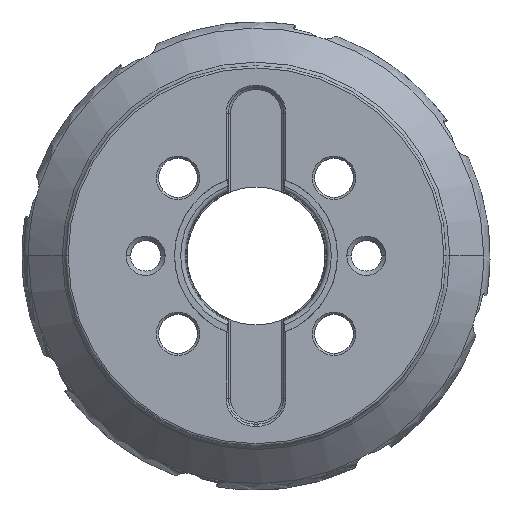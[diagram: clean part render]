
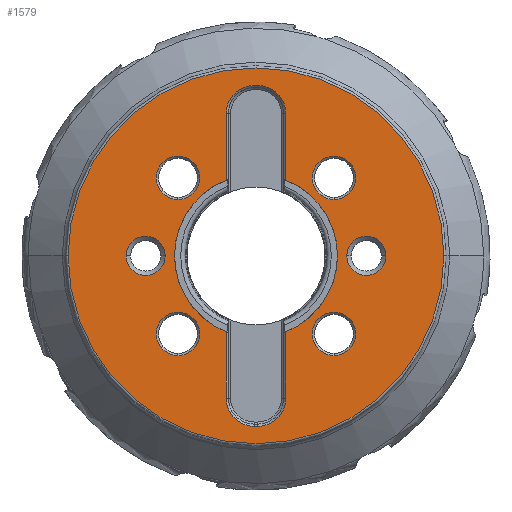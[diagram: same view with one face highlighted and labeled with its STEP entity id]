
A CAD part, top view. The second image highlights one B-rep face of the part: STEP entity #1579.
In plain terms, the highlighted planar face has unit normal (0, 0, 1).
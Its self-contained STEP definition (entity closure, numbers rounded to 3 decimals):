
#287=FACE_BOUND('',#4139,.T.);
#288=FACE_BOUND('',#4140,.T.);
#289=FACE_BOUND('',#4141,.T.);
#290=FACE_BOUND('',#4142,.T.);
#291=FACE_BOUND('',#4143,.T.);
#292=FACE_BOUND('',#4144,.T.);
#293=FACE_BOUND('',#4145,.T.);
#294=FACE_BOUND('',#4146,.T.);
#1055=PLANE('',#21345);
#1579=ADVANCED_FACE('',(#287,#288,#289,#290,#291,#292,#293,#294),#1055,
 .T.);
#4139=EDGE_LOOP('',(#8962,#8963));
#4140=EDGE_LOOP('',(#8964,#8965));
#4141=EDGE_LOOP('',(#8966,#8967));
#4142=EDGE_LOOP('',(#8968,#8969));
#4143=EDGE_LOOP('',(#8970,#8971));
#4144=EDGE_LOOP('',(#8972,#8973));
#4145=EDGE_LOOP('',(#8974,#8975));
#4146=EDGE_LOOP('',(#8976,#8977,#8978,#8979,#8980,#8981,#8982,#8983,#8984,
#8985,#8986,#8987));
#5357=LINE('',#35430,#6276);
#5358=LINE('',#35460,#6277);
#5359=LINE('',#35466,#6278);
#5360=LINE('',#35470,#6279);
#5361=LINE('',#35474,#6280);
#5362=LINE('',#35478,#6281);
#6276=VECTOR('',#23794,1.);
#6277=VECTOR('',#23825,1.);
#6278=VECTOR('',#23830,1.);
#6279=VECTOR('',#23833,1.);
#6280=VECTOR('',#23836,1.);
#6281=VECTOR('',#23839,1.);
#7301=CIRCLE('',#21325,86.5);
#7302=CIRCLE('',#21326,86.5);
#7303=CIRCLE('',#21327,10.);
#7304=CIRCLE('',#21328,10.);
#7305=CIRCLE('',#21329,10.);
#7306=CIRCLE('',#21330,10.);
#7307=CIRCLE('',#21331,10.);
#7308=CIRCLE('',#21332,10.);
#7309=CIRCLE('',#21333,10.);
#7310=CIRCLE('',#21334,10.);
#7311=CIRCLE('',#21335,9.);
#7312=CIRCLE('',#21336,9.);
#7313=CIRCLE('',#21337,9.);
#7314=CIRCLE('',#21338,9.);
#7315=CIRCLE('',#21339,13.);
#7316=CIRCLE('',#21340,13.);
#7317=CIRCLE('',#21341,37.5);
#7318=CIRCLE('',#21342,13.);
#7319=CIRCLE('',#21343,13.);
#7320=CIRCLE('',#21344,37.5);
#8962=ORIENTED_EDGE('',*,*,#16916,.T.);
#8963=ORIENTED_EDGE('',*,*,#16917,.T.);
#8964=ORIENTED_EDGE('',*,*,#16918,.F.);
#8965=ORIENTED_EDGE('',*,*,#16919,.F.);
#8966=ORIENTED_EDGE('',*,*,#16920,.F.);
#8967=ORIENTED_EDGE('',*,*,#16921,.F.);
#8968=ORIENTED_EDGE('',*,*,#16922,.F.);
#8969=ORIENTED_EDGE('',*,*,#16923,.F.);
#8970=ORIENTED_EDGE('',*,*,#16924,.F.);
#8971=ORIENTED_EDGE('',*,*,#16925,.F.);
#8972=ORIENTED_EDGE('',*,*,#16926,.F.);
#8973=ORIENTED_EDGE('',*,*,#16927,.F.);
#8974=ORIENTED_EDGE('',*,*,#16928,.F.);
#8975=ORIENTED_EDGE('',*,*,#16929,.F.);
#8976=ORIENTED_EDGE('',*,*,#16930,.T.);
#8977=ORIENTED_EDGE('',*,*,#16931,.F.);
#8978=ORIENTED_EDGE('',*,*,#16915,.T.);
#8979=ORIENTED_EDGE('',*,*,#16932,.F.);
#8980=ORIENTED_EDGE('',*,*,#16933,.T.);
#8981=ORIENTED_EDGE('',*,*,#16934,.F.);
#8982=ORIENTED_EDGE('',*,*,#16935,.T.);
#8983=ORIENTED_EDGE('',*,*,#16936,.F.);
#8984=ORIENTED_EDGE('',*,*,#16937,.T.);
#8985=ORIENTED_EDGE('',*,*,#16938,.F.);
#8986=ORIENTED_EDGE('',*,*,#16939,.T.);
#8987=ORIENTED_EDGE('',*,*,#16940,.F.);
#14837=VERTEX_POINT('',#35427);
#14838=VERTEX_POINT('',#35429);
#14839=VERTEX_POINT('',#35433);
#14840=VERTEX_POINT('',#35434);
#14841=VERTEX_POINT('',#35437);
#14842=VERTEX_POINT('',#35438);
#14843=VERTEX_POINT('',#35441);
#14844=VERTEX_POINT('',#35442);
#14845=VERTEX_POINT('',#35445);
#14846=VERTEX_POINT('',#35446);
#14847=VERTEX_POINT('',#35449);
#14848=VERTEX_POINT('',#35450);
#14849=VERTEX_POINT('',#35453);
#14850=VERTEX_POINT('',#35454);
#14851=VERTEX_POINT('',#35457);
#14852=VERTEX_POINT('',#35458);
#14853=VERTEX_POINT('',#35461);
#14854=VERTEX_POINT('',#35462);
#14855=VERTEX_POINT('',#35465);
#14856=VERTEX_POINT('',#35467);
#14857=VERTEX_POINT('',#35469);
#14858=VERTEX_POINT('',#35471);
#14859=VERTEX_POINT('',#35473);
#14860=VERTEX_POINT('',#35475);
#14861=VERTEX_POINT('',#35477);
#14862=VERTEX_POINT('',#35479);
#16915=EDGE_CURVE('',#14837,#14838,#5357,.T.);
#16916=EDGE_CURVE('',#14839,#14840,#7301,.T.);
#16917=EDGE_CURVE('',#14840,#14839,#7302,.T.);
#16918=EDGE_CURVE('',#14841,#14842,#7303,.T.);
#16919=EDGE_CURVE('',#14842,#14841,#7304,.T.);
#16920=EDGE_CURVE('',#14843,#14844,#7305,.T.);
#16921=EDGE_CURVE('',#14844,#14843,#7306,.T.);
#16922=EDGE_CURVE('',#14845,#14846,#7307,.T.);
#16923=EDGE_CURVE('',#14846,#14845,#7308,.T.);
#16924=EDGE_CURVE('',#14847,#14848,#7309,.T.);
#16925=EDGE_CURVE('',#14848,#14847,#7310,.T.);
#16926=EDGE_CURVE('',#14849,#14850,#7311,.T.);
#16927=EDGE_CURVE('',#14850,#14849,#7312,.T.);
#16928=EDGE_CURVE('',#14851,#14852,#7313,.T.);
#16929=EDGE_CURVE('',#14852,#14851,#7314,.T.);
#16930=EDGE_CURVE('',#14853,#14854,#5358,.T.);
#16931=EDGE_CURVE('',#14837,#14854,#7315,.T.);
#16932=EDGE_CURVE('',#14855,#14838,#7316,.T.);
#16933=EDGE_CURVE('',#14855,#14856,#5359,.T.);
#16934=EDGE_CURVE('',#14857,#14856,#7317,.T.);
#16935=EDGE_CURVE('',#14857,#14858,#5360,.T.);
#16936=EDGE_CURVE('',#14859,#14858,#7318,.T.);
#16937=EDGE_CURVE('',#14859,#14860,#5361,.T.);
#16938=EDGE_CURVE('',#14861,#14860,#7319,.T.);
#16939=EDGE_CURVE('',#14861,#14862,#5362,.T.);
#16940=EDGE_CURVE('',#14853,#14862,#7320,.T.);
#21325=AXIS2_PLACEMENT_3D('',#35432,#23797,#23798);
#21326=AXIS2_PLACEMENT_3D('',#35435,#23799,#23800);
#21327=AXIS2_PLACEMENT_3D('',#35436,#23801,#23802);
#21328=AXIS2_PLACEMENT_3D('',#35439,#23803,#23804);
#21329=AXIS2_PLACEMENT_3D('',#35440,#23805,#23806);
#21330=AXIS2_PLACEMENT_3D('',#35443,#23807,#23808);
#21331=AXIS2_PLACEMENT_3D('',#35444,#23809,#23810);
#21332=AXIS2_PLACEMENT_3D('',#35447,#23811,#23812);
#21333=AXIS2_PLACEMENT_3D('',#35448,#23813,#23814);
#21334=AXIS2_PLACEMENT_3D('',#35451,#23815,#23816);
#21335=AXIS2_PLACEMENT_3D('',#35452,#23817,#23818);
#21336=AXIS2_PLACEMENT_3D('',#35455,#23819,#23820);
#21337=AXIS2_PLACEMENT_3D('',#35456,#23821,#23822);
#21338=AXIS2_PLACEMENT_3D('',#35459,#23823,#23824);
#21339=AXIS2_PLACEMENT_3D('',#35463,#23826,#23827);
#21340=AXIS2_PLACEMENT_3D('',#35464,#23828,#23829);
#21341=AXIS2_PLACEMENT_3D('',#35468,#23831,#23832);
#21342=AXIS2_PLACEMENT_3D('',#35472,#23834,#23835);
#21343=AXIS2_PLACEMENT_3D('',#35476,#23837,#23838);
#21344=AXIS2_PLACEMENT_3D('',#35480,#23840,#23841);
#21345=AXIS2_PLACEMENT_3D('',#35481,#23842,#23843);
#23794=DIRECTION('',(1.,0.,0.));
#23797=DIRECTION('',(0.,0.,1.));
#23798=DIRECTION('',(-1.,0.,0.));
#23799=DIRECTION('',(0.,0.,1.));
#23800=DIRECTION('',(1.,0.,0.));
#23801=DIRECTION('',(0.,0.,1.));
#23802=DIRECTION('',(0.,-1.,0.));
#23803=DIRECTION('',(0.,0.,1.));
#23804=DIRECTION('',(0.,1.,0.));
#23805=DIRECTION('',(0.,0.,1.));
#23806=DIRECTION('',(0.,1.,0.));
#23807=DIRECTION('',(0.,0.,1.));
#23808=DIRECTION('',(0.,-1.,0.));
#23809=DIRECTION('',(0.,0.,1.));
#23810=DIRECTION('',(0.,1.,0.));
#23811=DIRECTION('',(0.,0.,1.));
#23812=DIRECTION('',(0.,-1.,0.));
#23813=DIRECTION('',(0.,0.,1.));
#23814=DIRECTION('',(0.,-1.,0.));
#23815=DIRECTION('',(0.,0.,1.));
#23816=DIRECTION('',(0.,1.,0.));
#23817=DIRECTION('',(0.,0.,1.));
#23818=DIRECTION('',(-1.,0.,0.));
#23819=DIRECTION('',(0.,0.,1.));
#23820=DIRECTION('',(1.,0.,0.));
#23821=DIRECTION('',(0.,0.,1.));
#23822=DIRECTION('',(-1.,0.,0.));
#23823=DIRECTION('',(0.,0.,1.));
#23824=DIRECTION('',(1.,0.,0.));
#23825=DIRECTION('',(0.,1.,0.));
#23826=DIRECTION('',(0.,0.,1.));
#23827=DIRECTION('',(0.,1.,0.));
#23828=DIRECTION('',(0.,0.,1.));
#23829=DIRECTION('',(1.,0.,0.));
#23830=DIRECTION('',(0.,-1.,0.));
#23831=DIRECTION('',(0.,0.,1.));
#23832=DIRECTION('',(0.365,-0.931,0.));
#23833=DIRECTION('',(0.,-1.,0.));
#23834=DIRECTION('',(0.,0.,1.));
#23835=DIRECTION('',(0.,-1.,0.));
#23836=DIRECTION('',(-1.,0.,0.));
#23837=DIRECTION('',(0.,0.,1.));
#23838=DIRECTION('',(-1.,0.,0.));
#23839=DIRECTION('',(0.,1.,0.));
#23840=DIRECTION('',(0.,0.,1.));
#23841=DIRECTION('',(-0.365,0.931,0.));
#23842=DIRECTION('',(0.,0.,1.));
#23843=DIRECTION('',(-1.,0.,0.));
#35427=CARTESIAN_POINT('',(-0.7,78.5,0.));
#35429=CARTESIAN_POINT('',(0.7,78.5,0.));
#35430=CARTESIAN_POINT('',(-0.7,78.5,0.));
#35432=CARTESIAN_POINT('',(0.,0.,0.));
#35433=CARTESIAN_POINT('',(-86.5,0.,0.));
#35434=CARTESIAN_POINT('',(86.5,0.,0.));
#35435=CARTESIAN_POINT('',(0.,0.,0.));
#35436=CARTESIAN_POINT('',(-35.921,35.921,0.));
#35437=CARTESIAN_POINT('',(-35.921,25.921,0.));
#35438=CARTESIAN_POINT('',(-35.921,45.921,0.));
#35439=CARTESIAN_POINT('',(-35.921,35.921,0.));
#35440=CARTESIAN_POINT('',(35.921,-35.921,0.));
#35441=CARTESIAN_POINT('',(35.921,-25.921,0.));
#35442=CARTESIAN_POINT('',(35.921,-45.921,0.));
#35443=CARTESIAN_POINT('',(35.921,-35.921,0.));
#35444=CARTESIAN_POINT('',(35.921,35.921,0.));
#35445=CARTESIAN_POINT('',(35.921,45.921,0.));
#35446=CARTESIAN_POINT('',(35.921,25.921,0.));
#35447=CARTESIAN_POINT('',(35.921,35.921,0.));
#35448=CARTESIAN_POINT('',(-35.921,-35.921,0.));
#35449=CARTESIAN_POINT('',(-35.921,-45.921,0.));
#35450=CARTESIAN_POINT('',(-35.921,-25.921,0.));
#35451=CARTESIAN_POINT('',(-35.921,-35.921,0.));
#35452=CARTESIAN_POINT('',(-50.8,0.,0.));
#35453=CARTESIAN_POINT('',(-59.8,0.,0.));
#35454=CARTESIAN_POINT('',(-41.8,0.,0.));
#35455=CARTESIAN_POINT('',(-50.8,0.,0.));
#35456=CARTESIAN_POINT('',(50.8,0.,0.));
#35457=CARTESIAN_POINT('',(41.8,0.,0.));
#35458=CARTESIAN_POINT('',(59.8,0.,0.));
#35459=CARTESIAN_POINT('',(50.8,0.,0.));
#35460=CARTESIAN_POINT('',(-13.7,34.908,0.));
#35461=CARTESIAN_POINT('',(-13.7,34.908,0.));
#35462=CARTESIAN_POINT('',(-13.7,65.5,0.));
#35463=CARTESIAN_POINT('',(-0.7,65.5,0.));
#35464=CARTESIAN_POINT('',(0.7,65.5,0.));
#35465=CARTESIAN_POINT('',(13.7,65.5,0.));
#35466=CARTESIAN_POINT('',(13.7,65.5,0.));
#35467=CARTESIAN_POINT('',(13.7,34.908,0.));
#35468=CARTESIAN_POINT('',(0.,0.,0.));
#35469=CARTESIAN_POINT('',(13.7,-34.908,0.));
#35470=CARTESIAN_POINT('',(13.7,-34.908,0.));
#35471=CARTESIAN_POINT('',(13.7,-65.5,0.));
#35472=CARTESIAN_POINT('',(0.7,-65.5,0.));
#35473=CARTESIAN_POINT('',(0.7,-78.5,0.));
#35474=CARTESIAN_POINT('',(0.7,-78.5,0.));
#35475=CARTESIAN_POINT('',(-0.7,-78.5,0.));
#35476=CARTESIAN_POINT('',(-0.7,-65.5,0.));
#35477=CARTESIAN_POINT('',(-13.7,-65.5,0.));
#35478=CARTESIAN_POINT('',(-13.7,-65.5,0.));
#35479=CARTESIAN_POINT('',(-13.7,-34.908,0.));
#35480=CARTESIAN_POINT('',(0.,0.,0.));
#35481=CARTESIAN_POINT('',(0.,0.,0.));
